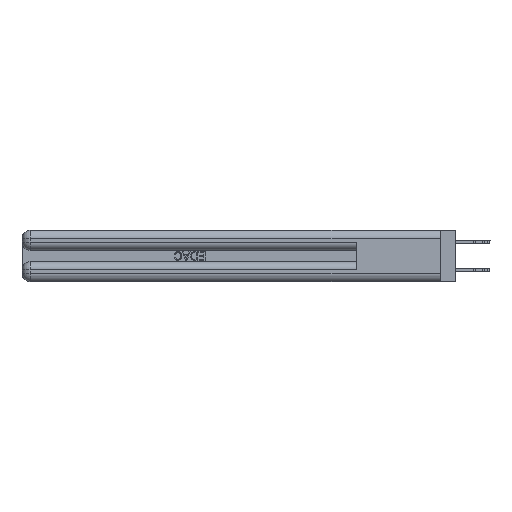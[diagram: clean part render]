
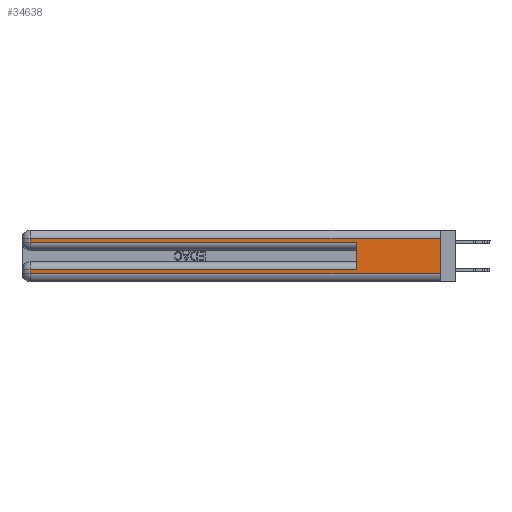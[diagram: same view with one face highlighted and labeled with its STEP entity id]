
A CAD part, left-side view. The second image highlights one B-rep face of the part: STEP entity #34638.
In plain terms, the highlighted planar face has unit normal (-1, 0, 0).
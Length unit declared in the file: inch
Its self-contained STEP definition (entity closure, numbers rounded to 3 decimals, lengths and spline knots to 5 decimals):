
#1657 = DIRECTION ( 'NONE',  ( 0., 0., -1. ) ) ;
#2932 = EDGE_CURVE ( 'NONE', #9993, #32265, #2995, .T. ) ;
#2995 = LINE ( 'NONE', #17678, #38596 ) ;
#3338 = CARTESIAN_POINT ( 'NONE',  ( 0., 2.94, 0.06 ) ) ;
#3622 = CARTESIAN_POINT ( 'NONE',  ( 0., 0.6, 0.145 ) ) ;
#3884 = CARTESIAN_POINT ( 'NONE',  ( 0., 0., 0.31 ) ) ;
#4995 = LINE ( 'NONE', #3622, #25088 ) ;
#6908 = ORIENTED_EDGE ( 'NONE', *, *, #11001, .T. ) ;
#7660 = CARTESIAN_POINT ( 'NONE',  ( 0., 0., 0.31 ) ) ;
#8447 = DIRECTION ( 'NONE',  ( 0., 0., -1. ) ) ;
#8893 = CARTESIAN_POINT ( 'NONE',  ( 0., 0., 0.37 ) ) ;
#9554 = DIRECTION ( 'NONE',  ( 0., -1., 0. ) ) ;
#9993 = VERTEX_POINT ( 'NONE', #37021 ) ;
#10886 = DIRECTION ( 'NONE',  ( 0., -1., 0. ) ) ;
#10928 = EDGE_CURVE ( 'NONE', #39845, #42463, #4995, .T. ) ;
#10990 = DIRECTION ( 'NONE',  ( 0., 1., 0. ) ) ;
#11001 = EDGE_CURVE ( 'NONE', #26022, #19000, #17782, .T. ) ;
#11511 = ORIENTED_EDGE ( 'NONE', *, *, #12500, .T. ) ;
#12286 = LINE ( 'NONE', #27306, #33445 ) ;
#12419 = VECTOR ( 'NONE', #9554, 39.37008 ) ;
#12500 = EDGE_CURVE ( 'NONE', #39845, #9993, #35049, .T. ) ;
#12569 = DIRECTION ( 'NONE',  ( 0., 1., 0. ) ) ;
#13441 = LINE ( 'NONE', #19330, #12419 ) ;
#14806 = ORIENTED_EDGE ( 'NONE', *, *, #15666, .F. ) ;
#14883 = ORIENTED_EDGE ( 'NONE', *, *, #10928, .F. ) ;
#15666 = EDGE_CURVE ( 'NONE', #26022, #33905, #17765, .T. ) ;
#15792 = EDGE_LOOP ( 'NONE', ( #14806, #6908, #23685, #38122, #14883, #11511, #19506, #24290 ) ) ;
#15803 = DIRECTION ( 'NONE',  ( 0., 0., -1. ) ) ;
#16365 = CARTESIAN_POINT ( 'NONE',  ( 0., 0.6, 0.085 ) ) ;
#16452 = VECTOR ( 'NONE', #12569, 39.37008 ) ;
#16749 = FACE_OUTER_BOUND ( 'NONE', #15792, .T. ) ;
#17678 = CARTESIAN_POINT ( 'NONE',  ( 0., 2.94, 0.37 ) ) ;
#17765 = LINE ( 'NONE', #8893, #18813 ) ;
#17782 = LINE ( 'NONE', #7660, #22947 ) ;
#18094 = CARTESIAN_POINT ( 'NONE',  ( 0., 0., 0.37 ) ) ;
#18505 = LINE ( 'NONE', #21496, #35561 ) ;
#18813 = VECTOR ( 'NONE', #15803, 39.37008 ) ;
#19000 = VERTEX_POINT ( 'NONE', #22631 ) ;
#19128 = EDGE_CURVE ( 'NONE', #32265, #33905, #12286, .T. ) ;
#19330 = CARTESIAN_POINT ( 'NONE',  ( 0., 0., 0.285 ) ) ;
#19506 = ORIENTED_EDGE ( 'NONE', *, *, #2932, .T. ) ;
#21496 = CARTESIAN_POINT ( 'NONE',  ( 0., 2.94, 0.37 ) ) ;
#22631 = CARTESIAN_POINT ( 'NONE',  ( 0., 2.94, 0.31 ) ) ;
#22947 = VECTOR ( 'NONE', #10990, 39.37008 ) ;
#23685 = ORIENTED_EDGE ( 'NONE', *, *, #27315, .T. ) ;
#24290 = ORIENTED_EDGE ( 'NONE', *, *, #19128, .T. ) ;
#24534 = DIRECTION ( 'NONE',  ( 0., 0., -1. ) ) ;
#25088 = VECTOR ( 'NONE', #39967, 39.37008 ) ;
#26022 = VERTEX_POINT ( 'NONE', #3884 ) ;
#27306 = CARTESIAN_POINT ( 'NONE',  ( 0., 0., 0.06 ) ) ;
#27315 = EDGE_CURVE ( 'NONE', #19000, #27766, #18505, .T. ) ;
#27672 = CARTESIAN_POINT ( 'NONE',  ( 0., 0., 0.06 ) ) ;
#27766 = VERTEX_POINT ( 'NONE', #30841 ) ;
#28202 = PLANE ( 'NONE',  #32540 ) ;
#30841 = CARTESIAN_POINT ( 'NONE',  ( 0., 2.94, 0.285 ) ) ;
#31248 = DIRECTION ( 'NONE',  ( 1., 0., 0. ) ) ;
#32265 = VERTEX_POINT ( 'NONE', #3338 ) ;
#32540 = AXIS2_PLACEMENT_3D ( 'NONE', #18094, #31248, #8447 ) ;
#33445 = VECTOR ( 'NONE', #10886, 39.37008 ) ;
#33905 = VERTEX_POINT ( 'NONE', #27672 ) ;
#34638 = ADVANCED_FACE ( 'NONE', ( #16749 ), #28202, .F. ) ;
#35049 = LINE ( 'NONE', #38180, #16452 ) ;
#35561 = VECTOR ( 'NONE', #24534, 39.37008 ) ;
#37021 = CARTESIAN_POINT ( 'NONE',  ( 0., 2.94, 0.085 ) ) ;
#38122 = ORIENTED_EDGE ( 'NONE', *, *, #38709, .T. ) ;
#38180 = CARTESIAN_POINT ( 'NONE',  ( 0., 0., 0.085 ) ) ;
#38596 = VECTOR ( 'NONE', #1657, 39.37008 ) ;
#38709 = EDGE_CURVE ( 'NONE', #27766, #42463, #13441, .T. ) ;
#39845 = VERTEX_POINT ( 'NONE', #16365 ) ;
#39967 = DIRECTION ( 'NONE',  ( 0., 0., 1. ) ) ;
#40034 = CARTESIAN_POINT ( 'NONE',  ( 0., 0.6, 0.285 ) ) ;
#42463 = VERTEX_POINT ( 'NONE', #40034 ) ;
